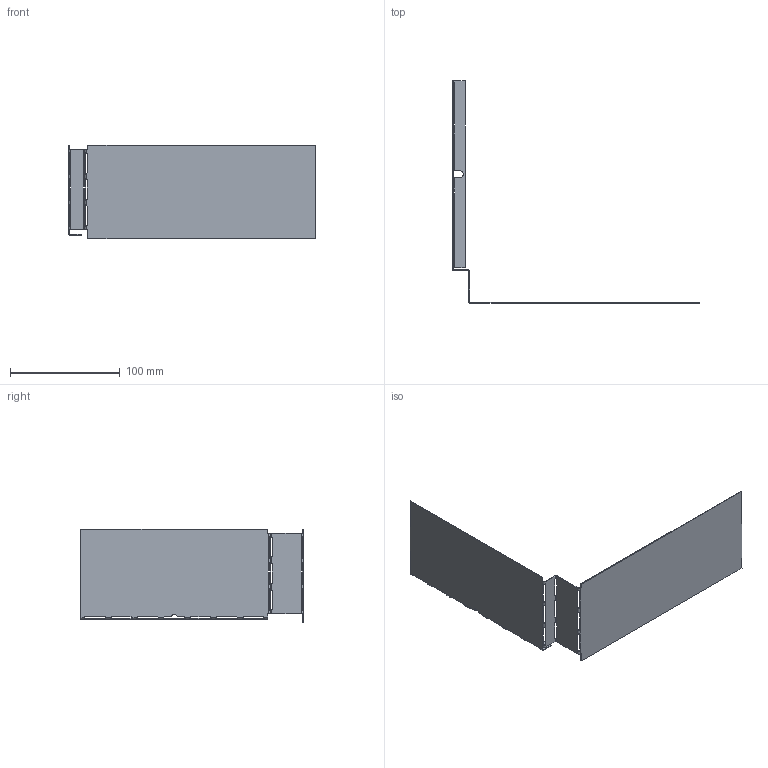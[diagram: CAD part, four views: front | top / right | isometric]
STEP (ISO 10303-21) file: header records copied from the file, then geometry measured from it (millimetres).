
FILE_DESCRIPTION(('CATIA V5R24 STEP','CAx-IF Rec.Pracs.--- Model Styling and Organization---1.2---2011-12-15'),'2;1');
FILE_NAME ('D1451704_1_1391030000_1391030000.stp','2018-07-25T05:09:04+00:00',('none'),('Weidmueller'),'CATIA Version 5-6 Release 2014 SP4 HF52','CATIA V5 STEP AP214','none');
FILE_SCHEMA(('AUTOMOTIVE_DESIGN { 1 0 10303 214 1 1 1 1 }'));
Length unit declared in the file: millimetre
Products named in the file (1): KLIPPON_COPL_252512
Bounding box: 224.69 x 202.49 x 85.5 mm (x, y, z)
Volume: 28759.6 mm3; surface area: 73310.8 mm2
Topology: 1 solids, 1 shells, 212 faces, 566 edges, 324 vertices
Faces by surface type: cylinder 106, plane 74, bspline 32
Entity records: 8035 total; most frequent: CARTESIAN_POINT 3119, ORIENTED_EDGE 1132, DIRECTION 812, EDGE_CURVE 566, VERTEX_POINT 324, VECTOR 322, LINE 322, AXIS2_PLACEMENT_3D 318
